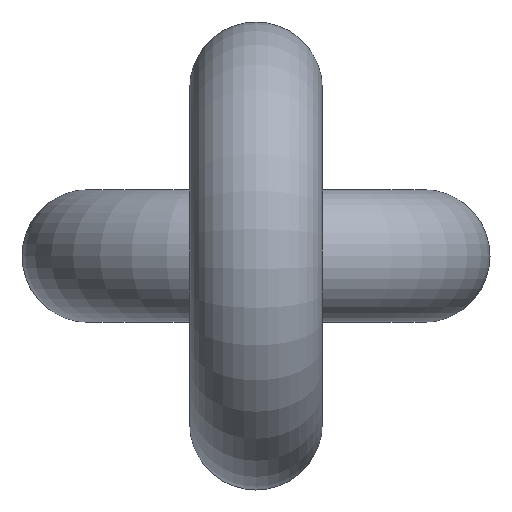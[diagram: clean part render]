
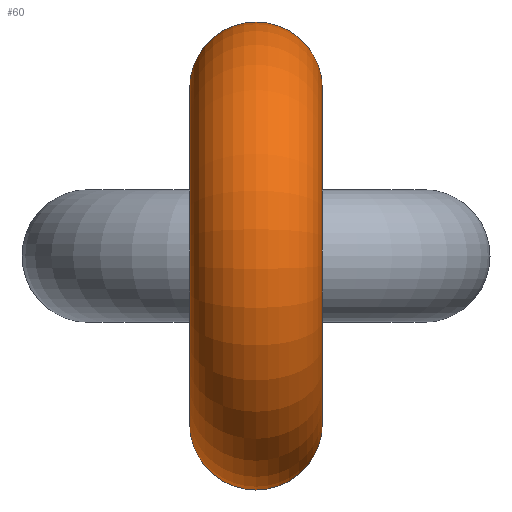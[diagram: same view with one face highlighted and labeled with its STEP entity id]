
A CAD part, left-side view. The second image highlights one B-rep face of the part: STEP entity #60.
In plain terms, the highlighted toroidal (fillet/blend) face has major radius 24 mm and minor radius 9.5 mm.
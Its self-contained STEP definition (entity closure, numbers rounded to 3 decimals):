
#60=ADVANCED_FACE('',(#80,#81),#71,.T.);
#71=TOROIDAL_SURFACE('',#191,24.,9.5);
#80=FACE_BOUND('',#104,.T.);
#81=FACE_BOUND('',#105,.T.);
#104=EDGE_LOOP('',(#128));
#105=EDGE_LOOP('',(#129));
#128=ORIENTED_EDGE('',*,*,#162,.F.);
#129=ORIENTED_EDGE('',*,*,#163,.T.);
#150=VERTEX_POINT('',#266);
#151=VERTEX_POINT('',#269);
#162=EDGE_CURVE('',#150,#150,#174,.T.);
#163=EDGE_CURVE('',#151,#151,#175,.T.);
#174=CIRCLE('',#188,9.5);
#175=CIRCLE('',#190,9.5);
#188=AXIS2_PLACEMENT_3D('',#265,#217,#218);
#190=AXIS2_PLACEMENT_3D('',#268,#221,#222);
#191=AXIS2_PLACEMENT_3D('',#270,#223,#224);
#217=DIRECTION('',(1.,0.,0.));
#218=DIRECTION('',(0.,0.,-1.));
#221=DIRECTION('',(-1.,0.,0.));
#222=DIRECTION('',(0.,0.,1.));
#223=DIRECTION('',(0.,1.,0.));
#224=DIRECTION('',(0.,0.,1.));
#265=CARTESIAN_POINT('',(-71.,0.,-24.));
#266=CARTESIAN_POINT('',(-71.,0.,-33.5));
#268=CARTESIAN_POINT('',(-71.,0.,24.));
#269=CARTESIAN_POINT('',(-71.,0.,33.5));
#270=CARTESIAN_POINT('',(-71.,0.,0.));
